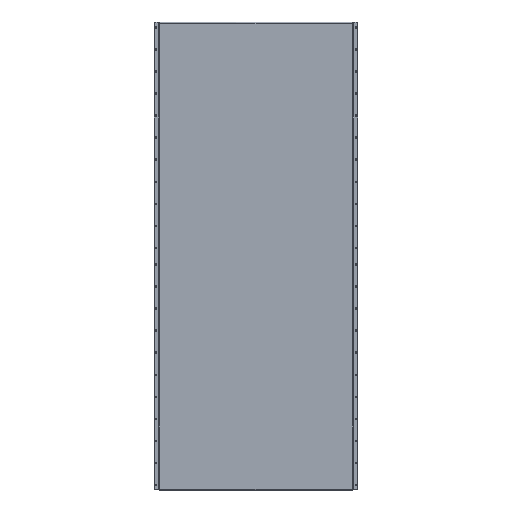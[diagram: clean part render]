
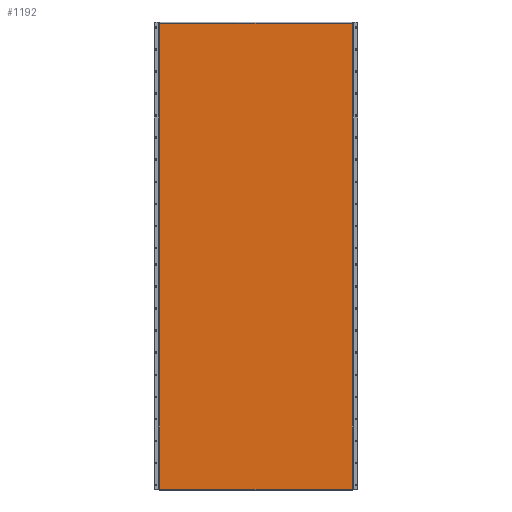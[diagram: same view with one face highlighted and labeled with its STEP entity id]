
A CAD part, front view. The second image highlights one B-rep face of the part: STEP entity #1192.
In plain terms, the highlighted planar face has unit normal (0, -1, 0).
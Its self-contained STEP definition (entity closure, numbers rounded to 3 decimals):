
#182 = DIRECTION ( 'NONE',  ( 0., 0., -1. ) ) ;
#382 = LINE ( 'NONE', #1695, #4656 ) ;
#438 = CARTESIAN_POINT ( 'NONE',  ( 0., 0., 0. ) ) ;
#788 = ORIENTED_EDGE ( 'NONE', *, *, #3100, .F. ) ;
#1012 = PLANE ( 'NONE',  #4098 ) ;
#1047 = CARTESIAN_POINT ( 'NONE',  ( 0., 0., 2112. ) ) ;
#1192 = ADVANCED_FACE ( 'NONE', ( #4384 ), #1012, .T. ) ;
#1209 = LINE ( 'NONE', #5421, #5469 ) ;
#1233 = VERTEX_POINT ( 'NONE', #5226 ) ;
#1405 = VERTEX_POINT ( 'NONE', #1901 ) ;
#1510 = VERTEX_POINT ( 'NONE', #4620 ) ;
#1695 = CARTESIAN_POINT ( 'NONE',  ( 877., 0., 2112. ) ) ;
#1901 = CARTESIAN_POINT ( 'NONE',  ( 4., 0., 2112. ) ) ;
#2175 = ORIENTED_EDGE ( 'NONE', *, *, #4019, .T. ) ;
#2230 = VECTOR ( 'NONE', #5211, 1000. ) ;
#2498 = ORIENTED_EDGE ( 'NONE', *, *, #4281, .F. ) ;
#2533 = LINE ( 'NONE', #4849, #3270 ) ;
#3100 = EDGE_CURVE ( 'NONE', #1510, #1233, #4709, .T. ) ;
#3235 = EDGE_LOOP ( 'NONE', ( #788, #2498, #4132, #2175 ) ) ;
#3270 = VECTOR ( 'NONE', #182, 1000. ) ;
#3550 = DIRECTION ( 'NONE',  ( -1., 0., 0. ) ) ;
#3581 = DIRECTION ( 'NONE',  ( 0., 0., -1. ) ) ;
#4019 = EDGE_CURVE ( 'NONE', #1405, #1233, #2533, .T. ) ;
#4098 = AXIS2_PLACEMENT_3D ( 'NONE', #1047, #5350, #5790 ) ;
#4132 = ORIENTED_EDGE ( 'NONE', *, *, #4144, .T. ) ;
#4144 = EDGE_CURVE ( 'NONE', #4553, #1405, #1209, .T. ) ;
#4281 = EDGE_CURVE ( 'NONE', #4553, #1510, #382, .T. ) ;
#4366 = CARTESIAN_POINT ( 'NONE',  ( 877., 0., 2112. ) ) ;
#4384 = FACE_OUTER_BOUND ( 'NONE', #3235, .T. ) ;
#4553 = VERTEX_POINT ( 'NONE', #4366 ) ;
#4620 = CARTESIAN_POINT ( 'NONE',  ( 877., 0., 0. ) ) ;
#4656 = VECTOR ( 'NONE', #3581, 1000. ) ;
#4709 = LINE ( 'NONE', #438, #2230 ) ;
#4849 = CARTESIAN_POINT ( 'NONE',  ( 4., 0., 2112. ) ) ;
#5211 = DIRECTION ( 'NONE',  ( -1., 0., 0. ) ) ;
#5226 = CARTESIAN_POINT ( 'NONE',  ( 4., 0., 0. ) ) ;
#5350 = DIRECTION ( 'NONE',  ( 0., -1., 0. ) ) ;
#5421 = CARTESIAN_POINT ( 'NONE',  ( 0., 0., 2112. ) ) ;
#5469 = VECTOR ( 'NONE', #3550, 1000. ) ;
#5790 = DIRECTION ( 'NONE',  ( 0., 0., -1. ) ) ;
